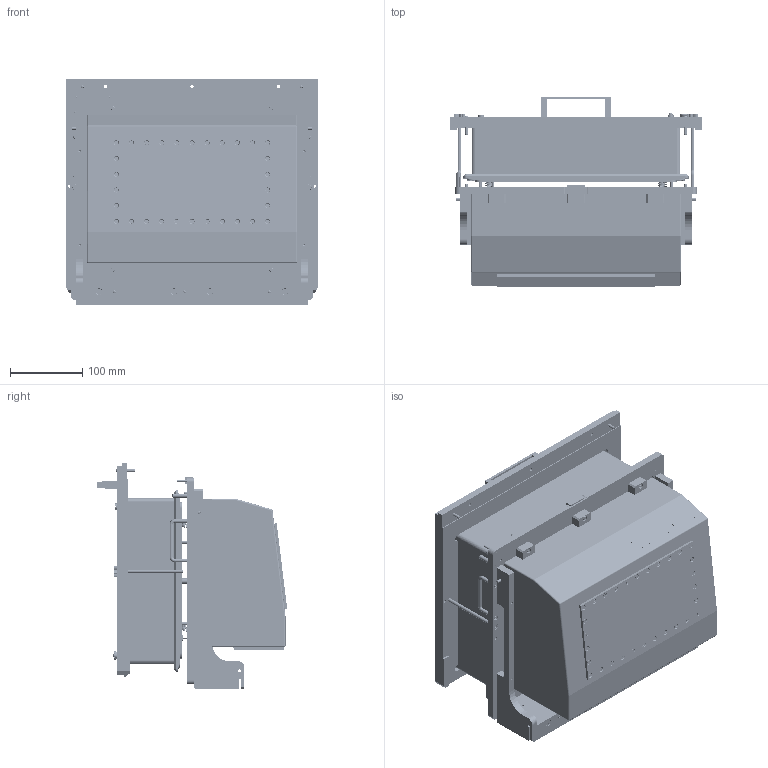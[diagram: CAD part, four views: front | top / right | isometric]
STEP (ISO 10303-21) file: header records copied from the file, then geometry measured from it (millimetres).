
FILE_DESCRIPTION (( 'STEP AP214' ), '1' );
FILE_NAME ('INGUN_154112.STEP', '2025-12-01T08:04:35', ( '' ), ( '' ), 'SwSTEP 2.0', 'SolidWorks 2023', '' );
FILE_SCHEMA (( 'AUTOMOTIVE_DESIGN' ));
Length unit declared in the file: millimetre
Products named in the file (80): DIN7991~n_M04,0x012; 112015~2; 116948~0_S; 2229~6; 116726~1_S; 112484~3; 116921~0_<S> 116921_992_12; 112517~2; 4823~0; 32903~1_S; DIN912~n_M05,0x090; 117011~0_S; DIN7991~n_M04,0x010; ISO7380~n_M03,0x008; 44197~4_S; 116737~0_S; 53731~0; 112532~1_S; 115171~0_S; 32900~0_S; 5015~0; 112169~4_S; DIN7991~n_M03,0x008; 112521~0_S; DIN912~n_M03,0x012; Gewindebuchse~n_M05-09,5 offen; DIN6325~n_03,0m6x016; 114982~0_S; KS-113-Master__ADA~ks_KS-113 23; 112517~2_S; 112578~1_S; ISO7380~n_M04,0x016; Gewindebuchse~n_M04-04,5 offen; 1607~1; 107905~0_S; 117010~0_S; 32902~1_S; DIN912~n_M03,0x008; 2196~7; DIN6325~n_04,0m6x012 ...
Assembly tree (242 placements, depth 5):
  INGUN_154112
    117011~0_S
      112037~7_S
      112169~4_S
      112484~3
      1607~1
      41369~1_S  x4
      5015~0
      48213~0_S
      ISO7380~n_M03,0x008  x2
      DIN912~n_M04,0x016  x2
      DIN7979~n_04,0m6x020M3  x2
      ISO7380~n_M04,0x016  x4
      ISO7380~n_M04,0x010  x4
      ISO7380~n_M03,0x005  x2
      115170~0_S
        114982~0_S
        115042~0_S
          107905~0_S
      115171~0_S
        114982~0_S
        115042~0_S
          107905~0_S
      116783~1_S  x4
      38379~0  x2
      15148~0
    117010~0_S
      112374~6
      116965~0_S
        112517~2_S
          112517~2
          Gewindebuchse~n_M05-03,9 offen  x2
        112521~1_S
          112521~0_S
          Gewindebuchse~n_M04-04,5 offen  x4
        2196~7  x2
        2229~6  x2
        35419~0  x4
        43627~0_Hub 16mm<Standard>  x4
        41899~3_flexiebel <S>
          KS-113-Master__ADA~ks_KS-113 23
          GKS-114-0015__ADA~gks_Hub = 08,0 <S>
          53731~0
          3917~3_M 3 A
        2528~0  x4
        DIN7991~n_M04,0x010  x4
        ISO7380~n_M04,0x010  x2
      112578~1_S  x2
      117050~0_S
        112015~2
        32898~0_S
        112532~1_S
        32900~0_S
        112531~1_S
        32902~1_S  x2
        32903~1_S  x2
        116737~0_S  x6
        116726~1_S  x6
        DIN7991~n_M03,0x006  x4
        DIN7991~n_M03,0x008  x56
Bounding box: 350 x 264.47 x 313 mm (x, y, z)
Volume: 3874462.9 mm3; surface area: 1829361.4 mm2
Topology: 237 solids, 237 shells, 9367 faces, 23792 edges, 15261 vertices
Faces by surface type: cylinder 4663, plane 3290, cone 1156, torus 132, sphere 66, bspline 60
Entity records: 136790 total; most frequent: CARTESIAN_POINT 26806, DIRECTION 22177, ORIENTED_EDGE 19654, EDGE_CURVE 9827, AXIS2_PLACEMENT_3D 8499, VERTEX_POINT 6346, VECTOR 5179, LINE 5179
